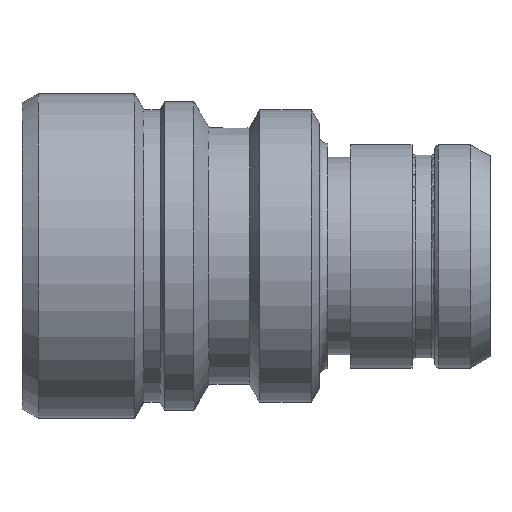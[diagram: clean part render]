
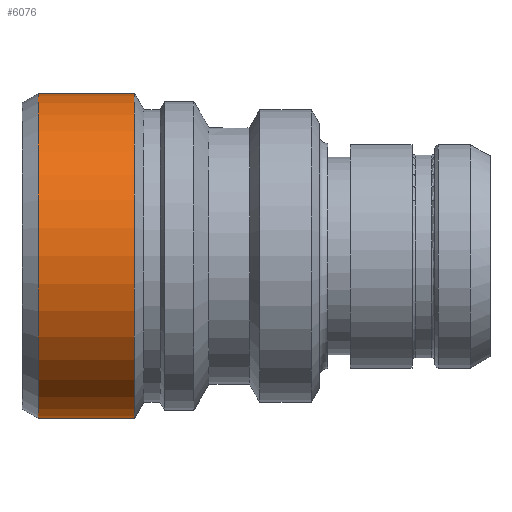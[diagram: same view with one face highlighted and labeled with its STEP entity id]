
A CAD part, top view. The second image highlights one B-rep face of the part: STEP entity #6076.
In plain terms, the highlighted cylindrical face has radius 10 mm (diameter 20 mm), a partial arc.
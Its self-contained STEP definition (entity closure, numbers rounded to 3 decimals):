
#248=CARTESIAN_POINT('',(1.,0.,0.));
#249=DIRECTION('',(1.,0.,0.));
#250=DIRECTION('',(0.,1.,0.));
#251=AXIS2_PLACEMENT_3D('',#248,#249,#250);
#253=CARTESIAN_POINT('',(6.923,0.,0.));
#254=DIRECTION('',(1.,0.,0.));
#255=DIRECTION('',(0.,1.,0.));
#256=AXIS2_PLACEMENT_3D('',#253,#254,#255);
#258=DIRECTION('',(-1.,0.,0.));
#259=VECTOR('',#258,5.923);
#260=CARTESIAN_POINT('',(6.923,10.,0.));
#261=LINE('573',#260,#259);
#262=DIRECTION('',(-1.,0.,0.));
#263=VECTOR('',#262,5.923);
#264=CARTESIAN_POINT('',(6.923,-10.,0.));
#265=LINE('588',#264,#263);
#4894=CARTESIAN_POINT('',(6.923,10.,0.));
#4895=VERTEX_POINT('',#4894);
#4896=CARTESIAN_POINT('',(1.,10.,0.));
#4897=VERTEX_POINT('',#4896);
#4930=CARTESIAN_POINT('',(6.923,-10.,0.));
#4931=VERTEX_POINT('',#4930);
#4932=CARTESIAN_POINT('',(1.,-10.,0.));
#4933=VERTEX_POINT('',#4932);
#6062=CARTESIAN_POINT('',(-1.44,0.,0.));
#6063=DIRECTION('',(1.,0.,0.));
#6064=DIRECTION('',(0.,-1.,0.));
#6065=AXIS2_PLACEMENT_3D('',#6062,#6063,#6064);
#6066=CYLINDRICAL_SURFACE('276',#6065,10.);
#6068=ORIENTED_EDGE('573',*,*,#6067,.F.);
#6070=ORIENTED_EDGE('606',*,*,#6069,.T.);
#6072=ORIENTED_EDGE('588',*,*,#6071,.T.);
#6073=ORIENTED_EDGE('607',*,*,#6048,.F.);
#6074=EDGE_LOOP('276',(#6068,#6070,#6072,#6073));
#6075=FACE_OUTER_BOUND('276',#6074,.F.);
#252=CIRCLE('607',#251,10.);
#257=CIRCLE('606',#256,10.);
#6048=EDGE_CURVE('607',#4897,#4933,#252,.T.);
#6067=EDGE_CURVE('573',#4895,#4897,#261,.T.);
#6069=EDGE_CURVE('606',#4895,#4931,#257,.T.);
#6071=EDGE_CURVE('588',#4931,#4933,#265,.T.);
#6076=ADVANCED_FACE('276',(#6075),#6066,.T.);
